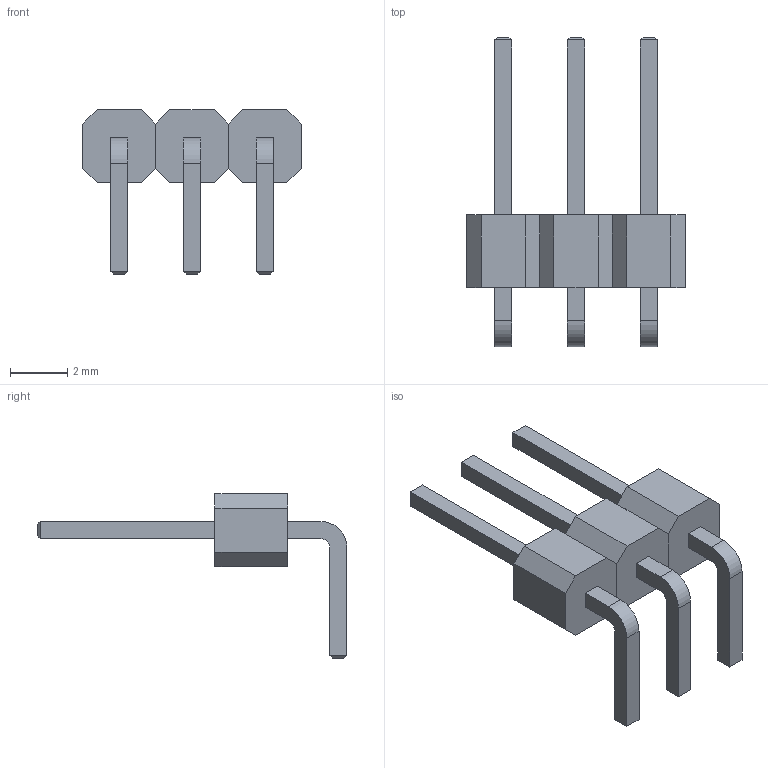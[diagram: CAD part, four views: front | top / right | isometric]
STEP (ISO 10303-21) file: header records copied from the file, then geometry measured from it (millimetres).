
FILE_DESCRIPTION (( 'STEP AP214' ), '1' );
FILE_NAME ('PLS-3R DS1022-1x3RDF11.STEP', '2019-11-21T15:32:12', ( 'Elessar' ), ( '' ), 'SwSTEP 2.0', 'SolidWorks 2018', '' );
FILE_SCHEMA (( 'AUTOMOTIVE_DESIGN' ));
Length unit declared in the file: millimetre
Products named in the file (1): PLS-3R DS1022-1x3RDF11
Bounding box: 7.62 x 10.8 x 5.74 mm (x, y, z)
Volume: 58.4 mm3; surface area: 190.9 mm2
Topology: 3 solids, 3 shells, 96 faces, 228 edges, 144 vertices
Faces by surface type: plane 90, cylinder 6
Entity records: 3690 total; most frequent: CARTESIAN_POINT 469, ORIENTED_EDGE 456, DIRECTION 434, EDGE_CURVE 228, LINE 216, VECTOR 216, VERTEX_POINT 144, AXIS2_PLACEMENT_3D 109
